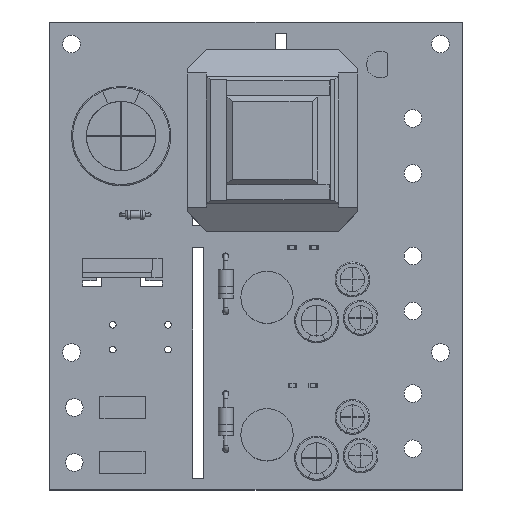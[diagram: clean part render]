
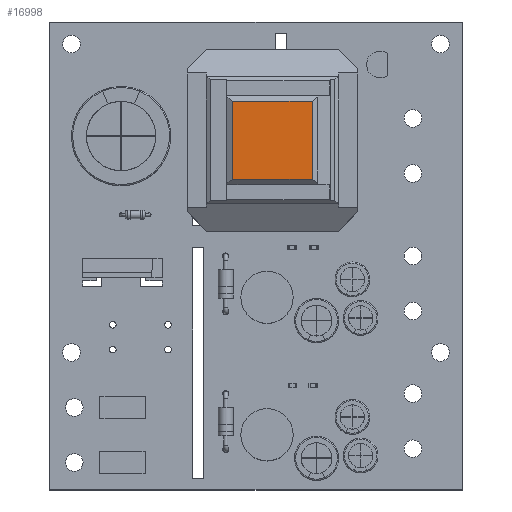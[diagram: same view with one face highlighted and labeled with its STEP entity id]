
A CAD part, top view. The second image highlights one B-rep face of the part: STEP entity #16998.
In plain terms, the highlighted planar face has unit normal (0, 0, 1).
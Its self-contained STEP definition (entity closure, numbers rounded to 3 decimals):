
#16403 = PLANE('',#16404);
#16404 = AXIS2_PLACEMENT_3D('',#16405,#16406,#16407);
#16405 = CARTESIAN_POINT('',(24.601,0.,19.7));
#16406 = DIRECTION('',(0.707,0.,0.707)
  );
#16407 = DIRECTION('',(-0.707,0.,0.707
    ));
#16431 = PLANE('',#16432);
#16432 = AXIS2_PLACEMENT_3D('',#16433,#16434,#16435);
#16433 = CARTESIAN_POINT('',(33.,22.786,20.7));
#16434 = DIRECTION('',(0.,-0.573,-0.819));
#16435 = DIRECTION('',(0.,0.819,-0.573));
#16459 = PLANE('',#16460);
#16460 = AXIS2_PLACEMENT_3D('',#16461,#16462,#16463);
#16461 = CARTESIAN_POINT('',(9.399,0.,20.7));
#16462 = DIRECTION('',(-0.707,0.,0.707
    ));
#16463 = DIRECTION('',(-0.707,0.,
    -0.707));
#16733 = PLANE('',#16734);
#16734 = AXIS2_PLACEMENT_3D('',#16735,#16736,#16737);
#16735 = CARTESIAN_POINT('',(33.,7.286,20.));
#16736 = DIRECTION('',(0.,0.573,-0.819));
#16737 = DIRECTION('',(0.,0.819,0.573));
#16801 = VERTEX_POINT('',#16802);
#16802 = CARTESIAN_POINT('',(23.601,22.786,20.7));
#16823 = EDGE_CURVE('',#16824,#16801,#16826,.T.);
#16824 = VERTEX_POINT('',#16825);
#16825 = CARTESIAN_POINT('',(23.601,8.286,20.7));
#16826 = SURFACE_CURVE('',#16827,(#16831,#16838),.PCURVE_S1.);
#16827 = LINE('',#16828,#16829);
#16828 = CARTESIAN_POINT('',(23.601,0.,20.7));
#16829 = VECTOR('',#16830,1.);
#16830 = DIRECTION('',(0.,1.,0.));
#16831 = PCURVE('',#16403,#16832);
#16832 = DEFINITIONAL_REPRESENTATION('',(#16833),#16837);
#16833 = LINE('',#16834,#16835);
#16834 = CARTESIAN_POINT('',(1.414,0.));
#16835 = VECTOR('',#16836,1.);
#16836 = DIRECTION('',(0.,-1.));
#16837 = ( GEOMETRIC_REPRESENTATION_CONTEXT(2) 
PARAMETRIC_REPRESENTATION_CONTEXT() REPRESENTATION_CONTEXT('2D SPACE',''
  ) );
#16838 = PCURVE('',#16839,#16844);
#16839 = PLANE('',#16840);
#16840 = AXIS2_PLACEMENT_3D('',#16841,#16842,#16843);
#16841 = CARTESIAN_POINT('',(23.601,0.,20.7));
#16842 = DIRECTION('',(0.,0.,1.));
#16843 = DIRECTION('',(-1.,0.,0.));
#16844 = DEFINITIONAL_REPRESENTATION('',(#16845),#16849);
#16845 = LINE('',#16846,#16847);
#16846 = CARTESIAN_POINT('',(0.,0.));
#16847 = VECTOR('',#16848,1.);
#16848 = DIRECTION('',(0.,-1.));
#16849 = ( GEOMETRIC_REPRESENTATION_CONTEXT(2) 
PARAMETRIC_REPRESENTATION_CONTEXT() REPRESENTATION_CONTEXT('2D SPACE',''
  ) );
#16876 = VERTEX_POINT('',#16877);
#16877 = CARTESIAN_POINT('',(9.399,8.286,20.7));
#16898 = EDGE_CURVE('',#16876,#16899,#16901,.T.);
#16899 = VERTEX_POINT('',#16900);
#16900 = CARTESIAN_POINT('',(9.399,22.786,20.7));
#16901 = SURFACE_CURVE('',#16902,(#16906,#16913),.PCURVE_S1.);
#16902 = LINE('',#16903,#16904);
#16903 = CARTESIAN_POINT('',(9.399,0.,20.7));
#16904 = VECTOR('',#16905,1.);
#16905 = DIRECTION('',(0.,1.,0.));
#16906 = PCURVE('',#16459,#16907);
#16907 = DEFINITIONAL_REPRESENTATION('',(#16908),#16912);
#16908 = LINE('',#16909,#16910);
#16909 = CARTESIAN_POINT('',(-0.,0.));
#16910 = VECTOR('',#16911,1.);
#16911 = DIRECTION('',(0.,-1.));
#16912 = ( GEOMETRIC_REPRESENTATION_CONTEXT(2) 
PARAMETRIC_REPRESENTATION_CONTEXT() REPRESENTATION_CONTEXT('2D SPACE',''
  ) );
#16913 = PCURVE('',#16839,#16914);
#16914 = DEFINITIONAL_REPRESENTATION('',(#16915),#16919);
#16915 = LINE('',#16916,#16917);
#16916 = CARTESIAN_POINT('',(14.203,0.));
#16917 = VECTOR('',#16918,1.);
#16918 = DIRECTION('',(0.,-1.));
#16919 = ( GEOMETRIC_REPRESENTATION_CONTEXT(2) 
PARAMETRIC_REPRESENTATION_CONTEXT() REPRESENTATION_CONTEXT('2D SPACE',''
  ) );
#16949 = EDGE_CURVE('',#16801,#16899,#16950,.T.);
#16950 = SURFACE_CURVE('',#16951,(#16955,#16962),.PCURVE_S1.);
#16951 = LINE('',#16952,#16953);
#16952 = CARTESIAN_POINT('',(33.,22.786,20.7));
#16953 = VECTOR('',#16954,1.);
#16954 = DIRECTION('',(-1.,-0.,-0.));
#16955 = PCURVE('',#16431,#16956);
#16956 = DEFINITIONAL_REPRESENTATION('',(#16957),#16961);
#16957 = LINE('',#16958,#16959);
#16958 = CARTESIAN_POINT('',(0.,0.));
#16959 = VECTOR('',#16960,1.);
#16960 = DIRECTION('',(0.,-1.));
#16961 = ( GEOMETRIC_REPRESENTATION_CONTEXT(2) 
PARAMETRIC_REPRESENTATION_CONTEXT() REPRESENTATION_CONTEXT('2D SPACE',''
  ) );
#16962 = PCURVE('',#16839,#16963);
#16963 = DEFINITIONAL_REPRESENTATION('',(#16964),#16968);
#16964 = LINE('',#16965,#16966);
#16965 = CARTESIAN_POINT('',(-9.399,-22.786));
#16966 = VECTOR('',#16967,1.);
#16967 = DIRECTION('',(1.,0.));
#16968 = ( GEOMETRIC_REPRESENTATION_CONTEXT(2) 
PARAMETRIC_REPRESENTATION_CONTEXT() REPRESENTATION_CONTEXT('2D SPACE',''
  ) );
#16978 = EDGE_CURVE('',#16824,#16876,#16979,.T.);
#16979 = SURFACE_CURVE('',#16980,(#16984,#16991),.PCURVE_S1.);
#16980 = LINE('',#16981,#16982);
#16981 = CARTESIAN_POINT('',(33.,8.286,20.7));
#16982 = VECTOR('',#16983,1.);
#16983 = DIRECTION('',(-1.,-0.,-0.));
#16984 = PCURVE('',#16733,#16985);
#16985 = DEFINITIONAL_REPRESENTATION('',(#16986),#16990);
#16986 = LINE('',#16987,#16988);
#16987 = CARTESIAN_POINT('',(1.221,0.));
#16988 = VECTOR('',#16989,1.);
#16989 = DIRECTION('',(0.,-1.));
#16990 = ( GEOMETRIC_REPRESENTATION_CONTEXT(2) 
PARAMETRIC_REPRESENTATION_CONTEXT() REPRESENTATION_CONTEXT('2D SPACE',''
  ) );
#16991 = PCURVE('',#16839,#16992);
#16992 = DEFINITIONAL_REPRESENTATION('',(#16993),#16997);
#16993 = LINE('',#16994,#16995);
#16994 = CARTESIAN_POINT('',(-9.399,-8.286));
#16995 = VECTOR('',#16996,1.);
#16996 = DIRECTION('',(1.,0.));
#16997 = ( GEOMETRIC_REPRESENTATION_CONTEXT(2) 
PARAMETRIC_REPRESENTATION_CONTEXT() REPRESENTATION_CONTEXT('2D SPACE',''
  ) );
#16998 = ADVANCED_FACE('',(#16999),#16839,.T.);
#16999 = FACE_BOUND('',#17000,.T.);
#17000 = EDGE_LOOP('',(#17001,#17002,#17003,#17004));
#17001 = ORIENTED_EDGE('',*,*,#16978,.F.);
#17002 = ORIENTED_EDGE('',*,*,#16823,.T.);
#17003 = ORIENTED_EDGE('',*,*,#16949,.T.);
#17004 = ORIENTED_EDGE('',*,*,#16898,.F.);
